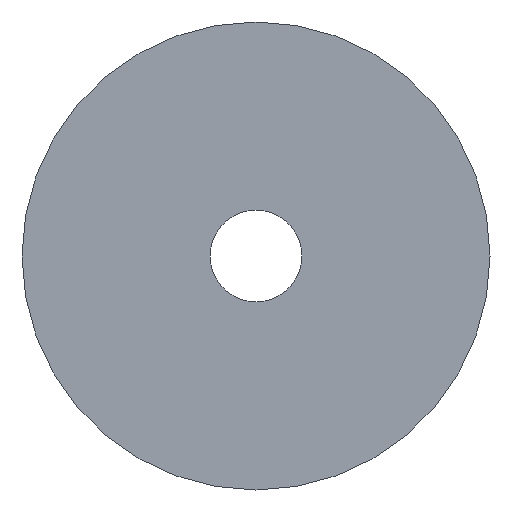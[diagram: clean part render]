
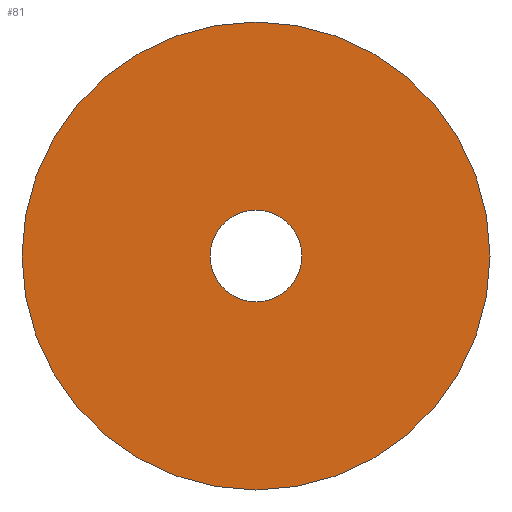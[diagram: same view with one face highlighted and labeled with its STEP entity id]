
A CAD part, front view. The second image highlights one B-rep face of the part: STEP entity #81.
In plain terms, the highlighted planar face has unit normal (0, -1, 0).
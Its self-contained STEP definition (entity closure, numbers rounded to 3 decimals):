
#18=PLANE('',#93);
#22=FACE_BOUND('',#39,.T.);
#29=FACE_OUTER_BOUND('',#38,.T.);
#38=EDGE_LOOP('',(#72));
#39=EDGE_LOOP('',(#73));
#45=CIRCLE('',#88,12.75);
#48=CIRCLE('',#94,2.5);
#51=VERTEX_POINT('',#156);
#54=VERTEX_POINT('',#165);
#58=EDGE_CURVE('',#51,#51,#45,.T.);
#61=EDGE_CURVE('',#54,#54,#48,.T.);
#72=ORIENTED_EDGE('',*,*,#58,.T.);
#73=ORIENTED_EDGE('',*,*,#61,.F.);
#81=ADVANCED_FACE('',(#29,#22),#18,.T.);
#88=AXIS2_PLACEMENT_3D('',#157,#104,#105);
#93=AXIS2_PLACEMENT_3D('',#164,#114,#115);
#94=AXIS2_PLACEMENT_3D('',#166,#116,#117);
#104=DIRECTION('center_axis',(0.,-1.,0.));
#105=DIRECTION('ref_axis',(1.,0.,0.));
#114=DIRECTION('center_axis',(0.,-1.,0.));
#115=DIRECTION('ref_axis',(0.,0.,-1.));
#116=DIRECTION('center_axis',(0.,-1.,0.));
#117=DIRECTION('ref_axis',(1.,0.,0.));
#156=CARTESIAN_POINT('',(12.75,0.,0.));
#157=CARTESIAN_POINT('Origin',(0.,0.,
0.));
#164=CARTESIAN_POINT('Origin',(2.5,0.,0.));
#165=CARTESIAN_POINT('',(2.5,0.,0.));
#166=CARTESIAN_POINT('Origin',(0.,0.,
0.));
